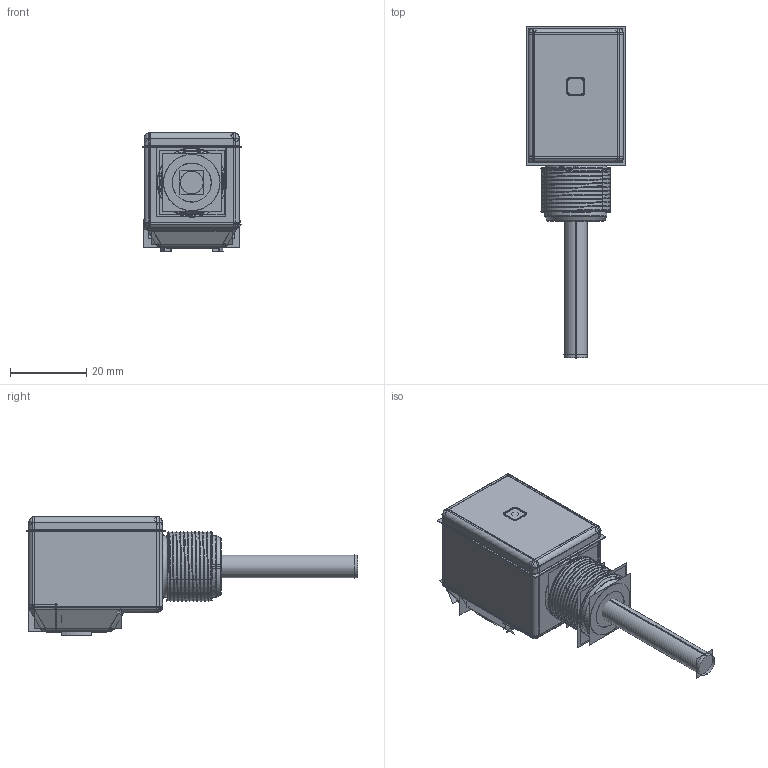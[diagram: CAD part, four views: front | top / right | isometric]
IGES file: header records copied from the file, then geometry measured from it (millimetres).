
Start section:  PTC IGES file: 188703.igs
Global section: file name: 188703.igs; native system: Creo Parametric by Parametric Technology Corporation; preprocessor: 2013230; author: pdmadmin; organization: Unknown; date: 20151106.064846; units: millimetre
Bounding box: 26.11 x 86.9 x 31.07 mm (x, y, z)
Volume: 12736 mm3; surface area: 105207.4 mm2
Topology: 9 solids, 9 shells, 1070 faces, 5376 edges, 6731 vertices
Faces by surface type: bspline 552, revolution 518
